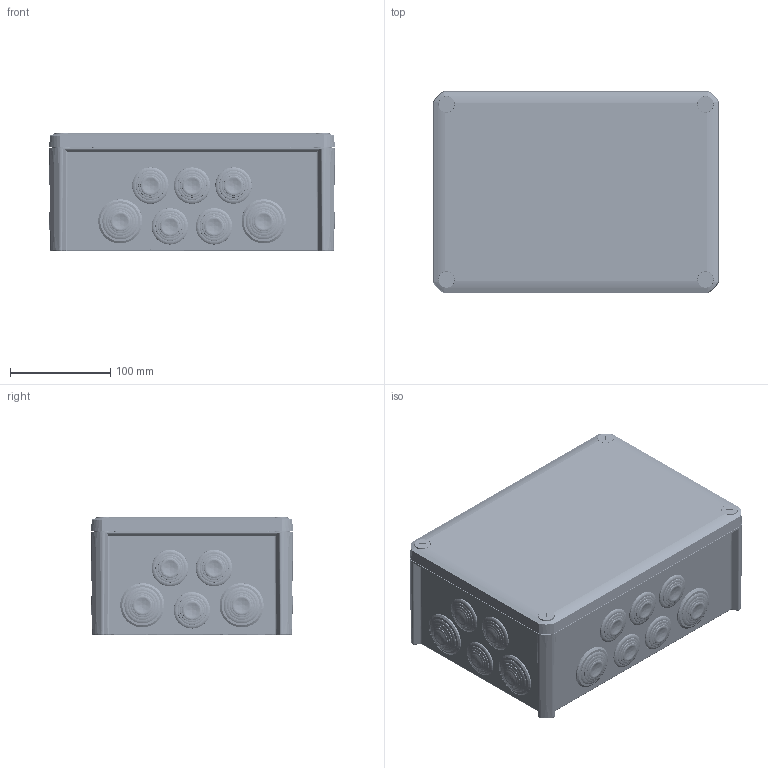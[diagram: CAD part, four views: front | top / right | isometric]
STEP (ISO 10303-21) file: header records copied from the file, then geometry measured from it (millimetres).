
FILE_DESCRIPTION (( 'STEP AP214' ), '1' );
FILE_NAME ('2007448.stp', '2019-05-24T08:52:49', ( '' ), ( '' ), 'SwSTEP 2.0', 'SolidWorks 2018', '' );
FILE_SCHEMA (( 'AUTOMOTIVE_DESIGN' ));
Length unit declared in the file: millimetre
Products named in the file (13): 0069830_Standard; 0069166_Standard; 019962_Standard; 0069005_Standard; 036924; 037280; 035000; ED570-02; 2007448; ED170-04-02_Standard; 037279; 038039_T350quer; ED950_Standard
Assembly tree (48 placements, depth 4):
  2007448
    0069830_Standard
    ED570-02
    ED950_Standard  x4
    0069166_Standard  x8
    0069005_Standard  x16
    ED170-04-02_Standard  x4
    037280  x5
      037279
      036924
        035000
        019962_Standard  x4
    038039_T350quer  x2
Bounding box: 285 x 201.4 x 118.5 mm (x, y, z)
Volume: 673907.7 mm3; surface area: 752091.8 mm2
Topology: 66 solids, 66 shells, 5862 faces, 14484 edges, 8680 vertices
Faces by surface type: plane 1966, cone 1856, cylinder 868, torus 851, bspline 221, sphere 100
Entity records: 105457 total; most frequent: CARTESIAN_POINT 65368, ORIENTED_EDGE 9032, DIRECTION 6819, EDGE_CURVE 4516, VERTEX_POINT 2838, AXIS2_PLACEMENT_3D 2315, LINE 2189, VECTOR 2189
